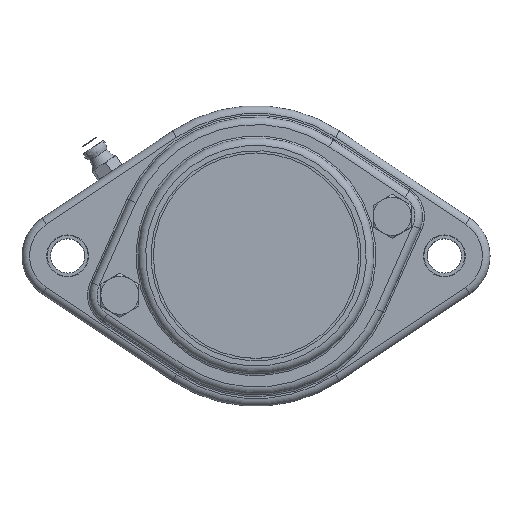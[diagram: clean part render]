
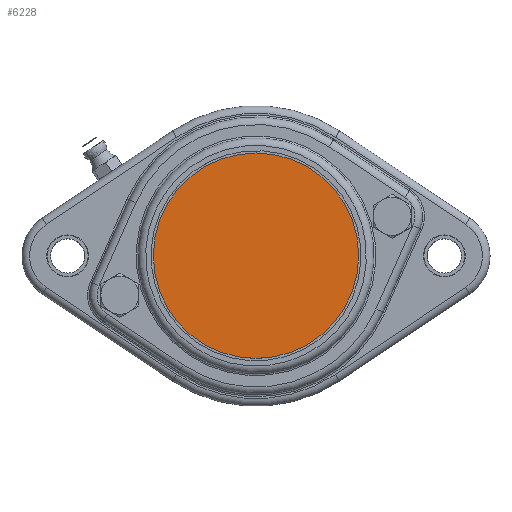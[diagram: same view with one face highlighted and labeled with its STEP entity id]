
A CAD part, top view. The second image highlights one B-rep face of the part: STEP entity #6228.
In plain terms, the highlighted planar face has unit normal (0, 0, 1).
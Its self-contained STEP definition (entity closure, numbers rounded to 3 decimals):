
#438=FACE_OUTER_BOUND('',#1711,.T.);
#1416=PLANE('',#6768);
#1711=EDGE_LOOP('',(#4437));
#2169=CIRCLE('',#6766,27.);
#2696=VERTEX_POINT('',#10273);
#3338=EDGE_CURVE('',#2696,#2696,#2169,.T.);
#4437=ORIENTED_EDGE('',*,*,#3338,.F.);
#6228=ADVANCED_FACE('',(#438),#1416,.T.);
#6766=AXIS2_PLACEMENT_3D('',#10274,#7889,#7890);
#6768=AXIS2_PLACEMENT_3D('',#10278,#7894,#7895);
#7889=DIRECTION('center_axis',(0.,0.,
-1.));
#7890=DIRECTION('ref_axis',(-1.,0.,0.));
#7894=DIRECTION('center_axis',(0.,0.,
1.));
#7895=DIRECTION('ref_axis',(-1.,0.,0.));
#10273=CARTESIAN_POINT('',(27.,0.,29.2));
#10274=CARTESIAN_POINT('Origin',(0.,0.,
29.2));
#10278=CARTESIAN_POINT('Origin',(0.,0.,
29.2));
